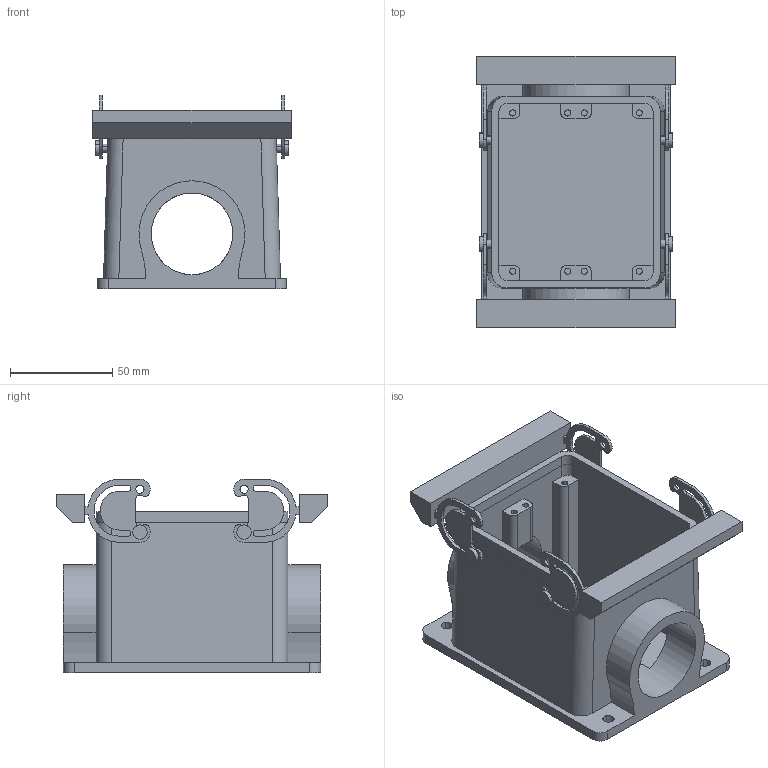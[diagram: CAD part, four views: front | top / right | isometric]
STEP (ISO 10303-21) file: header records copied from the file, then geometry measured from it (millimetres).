
FILE_DESCRIPTION(('CATIA V5 STEP Exchange','CAx-IF Rec.Pracs.--- Model Styling and Organization---1.4--- 2014-01-23'),'2;1');
FILE_NAME ('212972-2_0', '2023-03-06T11:19:53+00:00', ('none'), ('Weidmueller'), 'CATIA Version 5-6 Release 2016 SP3 HF44', 'CATIA V5 STEP AP214', 'none');
FILE_SCHEMA(('AUTOMOTIVE_DESIGN { 1 0 10303 214 1 1 1 1 }'));
Length unit declared in the file: millimetre
Products named in the file (1): 1301990000
Bounding box: 97 x 133 x 95 mm (x, y, z)
Volume: 230189.1 mm3; surface area: 98034.3 mm2
Topology: 2 solids, 2 shells, 281 faces, 786 edges, 524 vertices
Faces by surface type: cylinder 146, plane 135
Entity records: 8521 total; most frequent: CARTESIAN_POINT 1703, ORIENTED_EDGE 1572, DIRECTION 1084, EDGE_CURVE 786, VERTEX_POINT 524, AXIS2_PLACEMENT_3D 462, VECTOR 462, LINE 462
